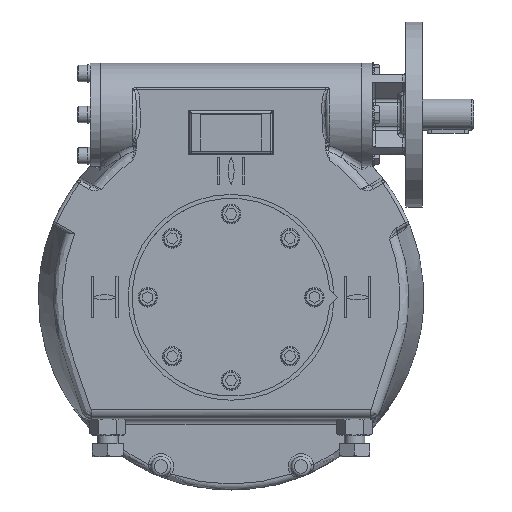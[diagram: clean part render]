
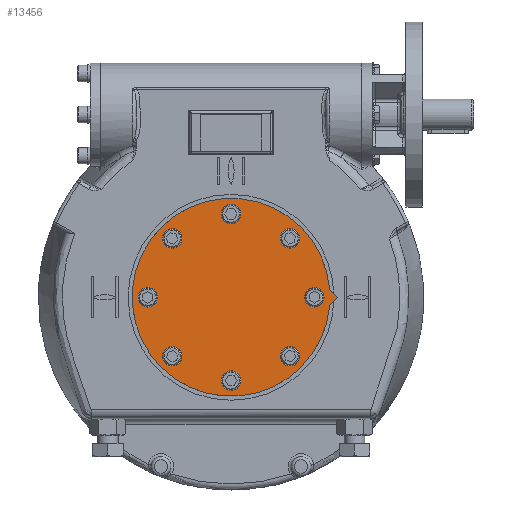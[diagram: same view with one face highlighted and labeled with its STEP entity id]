
A CAD part, top view. The second image highlights one B-rep face of the part: STEP entity #13456.
In plain terms, the highlighted planar face has unit normal (0, 0, 1).
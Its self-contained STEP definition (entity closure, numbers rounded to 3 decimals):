
#1489=CIRCLE('',#18252,96.25);
#1498=CIRCLE('',#18265,6.5);
#1499=CIRCLE('',#18266,6.5);
#1500=CIRCLE('',#18267,6.5);
#1501=CIRCLE('',#18268,6.5);
#1502=CIRCLE('',#18269,6.5);
#1503=CIRCLE('',#18270,6.5);
#1504=CIRCLE('',#18271,6.5);
#1505=CIRCLE('',#18272,6.5);
#4505=ORIENTED_EDGE('',*,*,#6882,.F.);
#4506=ORIENTED_EDGE('',*,*,#6883,.F.);
#4507=ORIENTED_EDGE('',*,*,#6884,.F.);
#4508=ORIENTED_EDGE('',*,*,#6885,.F.);
#4509=ORIENTED_EDGE('',*,*,#6886,.F.);
#4510=ORIENTED_EDGE('',*,*,#6887,.F.);
#4511=ORIENTED_EDGE('',*,*,#6888,.F.);
#4512=ORIENTED_EDGE('',*,*,#6889,.F.);
#4513=ORIENTED_EDGE('',*,*,#6867,.T.);
#4514=ORIENTED_EDGE('',*,*,#6871,.T.);
#4515=ORIENTED_EDGE('',*,*,#6873,.T.);
#6867=EDGE_CURVE('',#8401,#8400,#1489,.T.);
#6871=EDGE_CURVE('',#8400,#8403,#9241,.T.);
#6873=EDGE_CURVE('',#8403,#8401,#9243,.T.);
#6882=EDGE_CURVE('',#8412,#8412,#1498,.T.);
#6883=EDGE_CURVE('',#8413,#8413,#1499,.T.);
#6884=EDGE_CURVE('',#8414,#8414,#1500,.T.);
#6885=EDGE_CURVE('',#8415,#8415,#1501,.T.);
#6886=EDGE_CURVE('',#8416,#8416,#1502,.T.);
#6887=EDGE_CURVE('',#8417,#8417,#1503,.T.);
#6888=EDGE_CURVE('',#8418,#8418,#1504,.T.);
#6889=EDGE_CURVE('',#8419,#8419,#1505,.T.);
#8400=VERTEX_POINT('',#35912);
#8401=VERTEX_POINT('',#35914);
#8403=VERTEX_POINT('',#35920);
#8412=VERTEX_POINT('',#35944);
#8413=VERTEX_POINT('',#35946);
#8414=VERTEX_POINT('',#35948);
#8415=VERTEX_POINT('',#35950);
#8416=VERTEX_POINT('',#35952);
#8417=VERTEX_POINT('',#35954);
#8418=VERTEX_POINT('',#35956);
#8419=VERTEX_POINT('',#35958);
#9241=LINE('',#35921,#9951);
#9243=LINE('',#35924,#9953);
#9951=VECTOR('',#21299,1000.);
#9953=VECTOR('',#21303,1000.);
#11033=EDGE_LOOP('',(#4505));
#11034=EDGE_LOOP('',(#4506));
#11035=EDGE_LOOP('',(#4507));
#11036=EDGE_LOOP('',(#4508));
#11037=EDGE_LOOP('',(#4509));
#11038=EDGE_LOOP('',(#4510));
#11039=EDGE_LOOP('',(#4511));
#11040=EDGE_LOOP('',(#4512));
#11041=EDGE_LOOP('',(#4513,#4514,#4515));
#12188=FACE_BOUND('',#11033,.T.);
#12189=FACE_BOUND('',#11034,.T.);
#12190=FACE_BOUND('',#11035,.T.);
#12191=FACE_BOUND('',#11036,.T.);
#12192=FACE_BOUND('',#11037,.T.);
#12193=FACE_BOUND('',#11038,.T.);
#12194=FACE_BOUND('',#11039,.T.);
#12195=FACE_BOUND('',#11040,.T.);
#12196=FACE_BOUND('',#11041,.T.);
#12701=PLANE('',#18264);
#13456=ADVANCED_FACE('',(#12188,#12189,#12190,#12191,#12192,#12193,#12194,
#12195,#12196),#12701,.T.);
#18252=AXIS2_PLACEMENT_3D('',#35913,#21292,#21293);
#18264=AXIS2_PLACEMENT_3D('',#35942,#21322,#21323);
#18265=AXIS2_PLACEMENT_3D('',#35943,#21324,#21325);
#18266=AXIS2_PLACEMENT_3D('',#35945,#21326,#21327);
#18267=AXIS2_PLACEMENT_3D('',#35947,#21328,#21329);
#18268=AXIS2_PLACEMENT_3D('',#35949,#21330,#21331);
#18269=AXIS2_PLACEMENT_3D('',#35951,#21332,#21333);
#18270=AXIS2_PLACEMENT_3D('',#35953,#21334,#21335);
#18271=AXIS2_PLACEMENT_3D('',#35955,#21336,#21337);
#18272=AXIS2_PLACEMENT_3D('',#35957,#21338,#21339);
#21292=DIRECTION('',(0.,0.,1.));
#21293=DIRECTION('',(1.,0.,0.));
#21299=DIRECTION('',(0.707,0.707,0.));
#21303=DIRECTION('',(-0.707,0.707,0.));
#21322=DIRECTION('',(0.,0.,1.));
#21323=DIRECTION('',(1.,0.,0.));
#21324=DIRECTION('',(0.,0.,1.));
#21325=DIRECTION('',(0.707,0.707,0.));
#21326=DIRECTION('',(0.,0.,1.));
#21327=DIRECTION('',(0.,1.,0.));
#21328=DIRECTION('',(0.,0.,1.));
#21329=DIRECTION('',(-0.707,0.707,0.));
#21330=DIRECTION('',(0.,0.,1.));
#21331=DIRECTION('',(-1.,0.,0.));
#21332=DIRECTION('',(0.,0.,1.));
#21333=DIRECTION('',(-0.707,-0.707,0.));
#21334=DIRECTION('',(0.,0.,1.));
#21335=DIRECTION('',(0.,-1.,0.));
#21336=DIRECTION('',(0.,0.,1.));
#21337=DIRECTION('',(0.707,-0.707,0.));
#21338=DIRECTION('',(0.,0.,1.));
#21339=DIRECTION('',(1.,0.,0.));
#35912=CARTESIAN_POINT('',(95.932,-7.818,54.15));
#35913=CARTESIAN_POINT('',(0.,0.,54.15));
#35914=CARTESIAN_POINT('',(95.932,7.818,54.15));
#35920=CARTESIAN_POINT('',(103.75,0.,54.15));
#35921=CARTESIAN_POINT('',(95.932,-7.818,54.15));
#35924=CARTESIAN_POINT('',(103.75,0.,54.15));
#35942=CARTESIAN_POINT('',(0.,0.,54.15));
#35943=CARTESIAN_POINT('',(-57.276,57.276,54.15));
#35944=CARTESIAN_POINT('',(-52.679,61.872,54.15));
#35945=CARTESIAN_POINT('',(-81.,0.,54.15));
#35946=CARTESIAN_POINT('',(-81.,6.5,54.15));
#35947=CARTESIAN_POINT('',(-57.276,-57.276,54.15));
#35948=CARTESIAN_POINT('',(-61.872,-52.679,54.15));
#35949=CARTESIAN_POINT('',(0.,-81.,54.15));
#35950=CARTESIAN_POINT('',(-6.5,-81.,54.15));
#35951=CARTESIAN_POINT('',(57.276,-57.276,54.15));
#35952=CARTESIAN_POINT('',(52.679,-61.872,54.15));
#35953=CARTESIAN_POINT('',(81.,0.,54.15));
#35954=CARTESIAN_POINT('',(81.,-6.5,54.15));
#35955=CARTESIAN_POINT('',(57.276,57.276,54.15));
#35956=CARTESIAN_POINT('',(61.872,52.679,54.15));
#35957=CARTESIAN_POINT('',(0.,81.,54.15));
#35958=CARTESIAN_POINT('',(6.5,81.,54.15));
